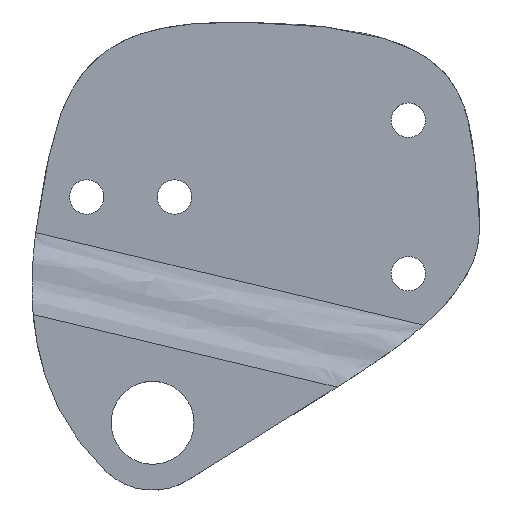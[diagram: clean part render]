
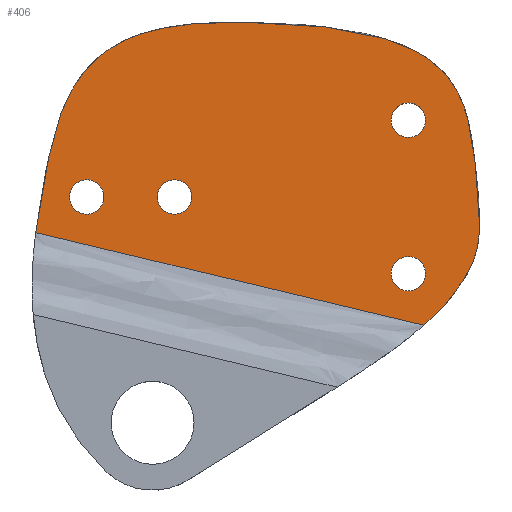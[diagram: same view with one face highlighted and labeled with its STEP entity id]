
A CAD part, top view. The second image highlights one B-rep face of the part: STEP entity #406.
In plain terms, the highlighted planar face has unit normal (0, 0, 1).
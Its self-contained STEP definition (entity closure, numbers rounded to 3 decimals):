
#12 = CARTESIAN_POINT ( 'NONE',  ( -12.014, 25.4, 3. ) ) ;
#14 = FACE_BOUND ( 'NONE', #125, .T. ) ;
#17 = DIRECTION ( 'NONE',  ( 0., -1., 0. ) ) ;
#30 = CIRCLE ( 'NONE', #531, 2.489 ) ;
#33 = DIRECTION ( 'NONE',  ( 0., -1., 0. ) ) ;
#43 = VERTEX_POINT ( 'NONE', #209 ) ;
#45 = EDGE_CURVE ( 'NONE', #290, #238, #343, .T. ) ;
#52 = ORIENTED_EDGE ( 'NONE', *, *, #202, .F. ) ;
#56 = VERTEX_POINT ( 'NONE', #152 ) ;
#68 = AXIS2_PLACEMENT_3D ( 'NONE', #361, #816, #367 ) ;
#69 = EDGE_CURVE ( 'NONE', #353, #56, #597, .T. ) ;
#76 = CARTESIAN_POINT ( 'NONE',  ( 0.771, 51.654, 3. ) ) ;
#80 = AXIS2_PLACEMENT_3D ( 'NONE', #446, #128, #117 ) ;
#82 = CIRCLE ( 'NONE', #461, 2.489 ) ;
#83 = EDGE_CURVE ( 'NONE', #290, #238, #647, .T. ) ;
#96 = DIRECTION ( 'NONE',  ( 0., 0., 1. ) ) ;
#101 = CARTESIAN_POINT ( 'NONE',  ( 43.014, 10.204, 3. ) ) ;
#108 = ORIENTED_EDGE ( 'NONE', *, *, #69, .F. ) ;
#112 = CARTESIAN_POINT ( 'NONE',  ( 46.011, 37.291, 3. ) ) ;
#117 = DIRECTION ( 'NONE',  ( 0., -1., 0. ) ) ;
#125 = EDGE_LOOP ( 'NONE', ( #172, #149 ) ) ;
#128 = DIRECTION ( 'NONE',  ( 0., 0., 1. ) ) ;
#134 = FACE_BOUND ( 'NONE', #564, .T. ) ;
#145 = CIRCLE ( 'NONE', #624, 2.489 ) ;
#149 = ORIENTED_EDGE ( 'NONE', *, *, #712, .F. ) ;
#152 = CARTESIAN_POINT ( 'NONE',  ( 0.686, 25.4, 3. ) ) ;
#165 = FACE_OUTER_BOUND ( 'NONE', #516, .T. ) ;
#172 = ORIENTED_EDGE ( 'NONE', *, *, #594, .F. ) ;
#175 = AXIS2_PLACEMENT_3D ( 'NONE', #200, #607, #462 ) ;
#178 = ORIENTED_EDGE ( 'NONE', *, *, #486, .F. ) ;
#190 = CARTESIAN_POINT ( 'NONE',  ( 39.489, 36.513, 3. ) ) ;
#200 = CARTESIAN_POINT ( 'NONE',  ( 3.175, 25.4, 3. ) ) ;
#202 = EDGE_CURVE ( 'NONE', #379, #321, #756, .T. ) ;
#209 = CARTESIAN_POINT ( 'NONE',  ( 39.489, 14.288, 3. ) ) ;
#217 = ORIENTED_EDGE ( 'NONE', *, *, #534, .F. ) ;
#220 = CARTESIAN_POINT ( 'NONE',  ( 34.511, 14.288, 3. ) ) ;
#231 = DIRECTION ( 'NONE',  ( 0., -1., 0. ) ) ;
#238 = VERTEX_POINT ( 'NONE', #572 ) ;
#273 = EDGE_LOOP ( 'NONE', ( #456, #217 ) ) ;
#279 = DIRECTION ( 'NONE',  ( 0., 0., 1. ) ) ;
#290 = VERTEX_POINT ( 'NONE', #707 ) ;
#294 = CARTESIAN_POINT ( 'NONE',  ( 48.019, 16.458, 3. ) ) ;
#312 = DIRECTION ( 'NONE',  ( 0., -1., 0. ) ) ;
#321 = VERTEX_POINT ( 'NONE', #190 ) ;
#322 = CIRCLE ( 'NONE', #68, 2.489 ) ;
#324 = DIRECTION ( 'NONE',  ( 0., 0., 1. ) ) ;
#327 = CARTESIAN_POINT ( 'NONE',  ( 45.134, 49.048, 3. ) ) ;
#335 = EDGE_CURVE ( 'NONE', #56, #353, #638, .T. ) ;
#343 = LINE ( 'NONE', #723, #588 ) ;
#346 = CIRCLE ( 'NONE', #783, 2.489 ) ;
#353 = VERTEX_POINT ( 'NONE', #410 ) ;
#361 = CARTESIAN_POINT ( 'NONE',  ( 37., 36.513, 3. ) ) ;
#367 = DIRECTION ( 'NONE',  ( 0., -1., 0. ) ) ;
#379 = VERTEX_POINT ( 'NONE', #592 ) ;
#395 = CARTESIAN_POINT ( 'NONE',  ( -11.559, 47.114, 3. ) ) ;
#406 = ADVANCED_FACE ( 'NONE', ( #492, #744, #134, #14, #165 ), #424, .T. ) ;
#410 = CARTESIAN_POINT ( 'NONE',  ( 5.664, 25.4, 3. ) ) ;
#411 = CARTESIAN_POINT ( 'NONE',  ( -16.582, 22.919, 3. ) ) ;
#424 = PLANE ( 'NONE',  #673 ) ;
#446 = CARTESIAN_POINT ( 'NONE',  ( 37., 36.513, 3. ) ) ;
#456 = ORIENTED_EDGE ( 'NONE', *, *, #791, .F. ) ;
#461 = AXIS2_PLACEMENT_3D ( 'NONE', #464, #279, #33 ) ;
#462 = DIRECTION ( 'NONE',  ( 0., -1., 0. ) ) ;
#464 = CARTESIAN_POINT ( 'NONE',  ( 37., 14.288, 3. ) ) ;
#467 = DIRECTION ( 'NONE',  ( 0.973, -0.232, 0. ) ) ;
#472 = ORIENTED_EDGE ( 'NONE', *, *, #45, .T. ) ;
#479 = VERTEX_POINT ( 'NONE', #686 ) ;
#486 = EDGE_CURVE ( 'NONE', #321, #379, #322, .T. ) ;
#492 = FACE_BOUND ( 'NONE', #273, .T. ) ;
#513 = CARTESIAN_POINT ( 'NONE',  ( -9.525, 25.4, 3. ) ) ;
#516 = EDGE_LOOP ( 'NONE', ( #472, #543 ) ) ;
#531 = AXIS2_PLACEMENT_3D ( 'NONE', #580, #569, #699 ) ;
#533 = VERTEX_POINT ( 'NONE', #12 ) ;
#534 = EDGE_CURVE ( 'NONE', #479, #533, #346, .T. ) ;
#543 = ORIENTED_EDGE ( 'NONE', *, *, #83, .F. ) ;
#546 = CARTESIAN_POINT ( 'NONE',  ( -16.905, 20.257, 3. ) ) ;
#560 = DIRECTION ( 'NONE',  ( 0., 0., 1. ) ) ;
#564 = EDGE_LOOP ( 'NONE', ( #52, #178 ) ) ;
#569 = DIRECTION ( 'NONE',  ( 0., 0., 1. ) ) ;
#572 = CARTESIAN_POINT ( 'NONE',  ( 39.204, 6.855, 3. ) ) ;
#580 = CARTESIAN_POINT ( 'NONE',  ( 37., 14.288, 3. ) ) ;
#588 = VECTOR ( 'NONE', #467, 1000. ) ;
#592 = CARTESIAN_POINT ( 'NONE',  ( 34.511, 36.513, 3. ) ) ;
#593 = DIRECTION ( 'NONE',  ( 0., -1., 0. ) ) ;
#594 = EDGE_CURVE ( 'NONE', #598, #43, #82, .T. ) ;
#597 = CIRCLE ( 'NONE', #175, 2.489 ) ;
#598 = VERTEX_POINT ( 'NONE', #220 ) ;
#607 = DIRECTION ( 'NONE',  ( 0., 0., 1. ) ) ;
#624 = AXIS2_PLACEMENT_3D ( 'NONE', #513, #560, #231 ) ;
#637 = ORIENTED_EDGE ( 'NONE', *, *, #335, .F. ) ;
#638 = CIRCLE ( 'NONE', #740, 2.489 ) ;
#647 = B_SPLINE_CURVE_WITH_KNOTS ( 'NONE', 3,
 ( #546, #411, #718, #395, #76, #327, #112, #294, #101, #684 ),
 .UNSPECIFIED., .F., .F.,
 ( 4, 1, 1, 1, 1, 1, 1, 4 ),
 ( 0.146, 0.179, 0.222, 0.401, 0.456, 0.713, 0.77, 0.841 ),
 .UNSPECIFIED. ) ;
#673 = AXIS2_PLACEMENT_3D ( 'NONE', #683, #324, #312 ) ;
#683 = CARTESIAN_POINT ( 'NONE',  ( -30.418, 7.265, 3. ) ) ;
#684 = CARTESIAN_POINT ( 'NONE',  ( 39.204, 6.855, 3. ) ) ;
#686 = CARTESIAN_POINT ( 'NONE',  ( -7.036, 25.4, 3. ) ) ;
#698 = EDGE_LOOP ( 'NONE', ( #637, #108 ) ) ;
#699 = DIRECTION ( 'NONE',  ( 0., -1., 0. ) ) ;
#707 = CARTESIAN_POINT ( 'NONE',  ( -16.905, 20.257, 3. ) ) ;
#708 = CARTESIAN_POINT ( 'NONE',  ( -9.525, 25.4, 3. ) ) ;
#712 = EDGE_CURVE ( 'NONE', #43, #598, #30, .T. ) ;
#718 = CARTESIAN_POINT ( 'NONE',  ( -15.571, 28.84, 3. ) ) ;
#723 = CARTESIAN_POINT ( 'NONE',  ( -26.753, 22.609, 3. ) ) ;
#740 = AXIS2_PLACEMENT_3D ( 'NONE', #779, #96, #17 ) ;
#744 = FACE_BOUND ( 'NONE', #698, .T. ) ;
#756 = CIRCLE ( 'NONE', #80, 2.489 ) ;
#772 = DIRECTION ( 'NONE',  ( 0., 0., 1. ) ) ;
#779 = CARTESIAN_POINT ( 'NONE',  ( 3.175, 25.4, 3. ) ) ;
#783 = AXIS2_PLACEMENT_3D ( 'NONE', #708, #772, #593 ) ;
#791 = EDGE_CURVE ( 'NONE', #533, #479, #145, .T. ) ;
#816 = DIRECTION ( 'NONE',  ( 0., 0., 1. ) ) ;
